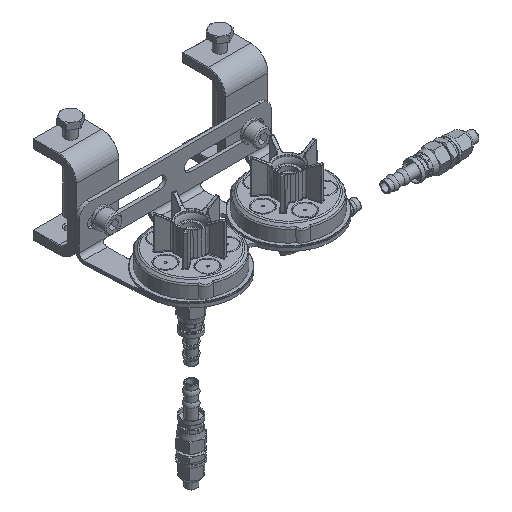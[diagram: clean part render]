
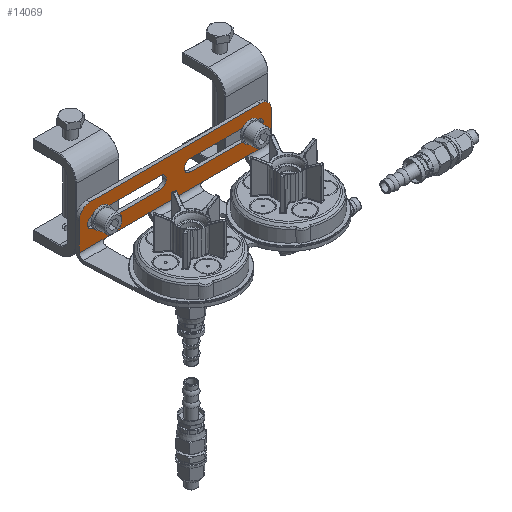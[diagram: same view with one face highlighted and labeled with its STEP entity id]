
A CAD part, isometric view. The second image highlights one B-rep face of the part: STEP entity #14069.
In plain terms, the highlighted planar face has unit normal (0, -1, 0).
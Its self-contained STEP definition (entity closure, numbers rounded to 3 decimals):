
#1247=FACE_BOUND('',#2860,.T.);
#1248=FACE_BOUND('',#2861,.T.);
#1544=PLANE('',#15541);
#1903=FACE_OUTER_BOUND('',#2859,.T.);
#2859=EDGE_LOOP('',(#10179,#10180,#10181,#10182,#10183,#10184,#10185,#10186,
#10187,#10188));
#2860=EDGE_LOOP('',(#10189,#10190,#10191,#10192));
#2861=EDGE_LOOP('',(#10193,#10194,#10195,#10196));
#3833=CIRCLE('',#15497,5.5);
#3835=CIRCLE('',#15501,5.5);
#3837=CIRCLE('',#15505,5.5);
#3839=CIRCLE('',#15509,5.5);
#3852=CIRCLE('',#15542,10.);
#3853=CIRCLE('',#15543,10.);
#4804=LINE('',#22194,#5369);
#4809=LINE('',#22208,#5374);
#4812=LINE('',#22218,#5377);
#4817=LINE('',#22232,#5382);
#4822=LINE('',#22268,#5387);
#4828=LINE('',#22325,#5393);
#4844=LINE('',#22394,#5409);
#4851=LINE('',#22416,#5416);
#4856=LINE('',#22427,#5421);
#4858=LINE('',#22432,#5423);
#4859=LINE('',#22436,#5424);
#4860=LINE('',#22438,#5425);
#5369=VECTOR('',#17720,10.);
#5374=VECTOR('',#17733,10.);
#5377=VECTOR('',#17744,10.);
#5382=VECTOR('',#17757,10.);
#5387=VECTOR('',#17772,10.);
#5393=VECTOR('',#17784,10.);
#5409=VECTOR('',#17828,10.);
#5416=VECTOR('',#17849,10.);
#5421=VECTOR('',#17860,10.);
#5423=VECTOR('',#17866,10.);
#5424=VECTOR('',#17869,10.);
#5425=VECTOR('',#17872,10.);
#5982=VERTEX_POINT('',#22192);
#5983=VERTEX_POINT('',#22193);
#5986=VERTEX_POINT('',#22201);
#5988=VERTEX_POINT('',#22207);
#5990=VERTEX_POINT('',#22216);
#5991=VERTEX_POINT('',#22217);
#5994=VERTEX_POINT('',#22225);
#5996=VERTEX_POINT('',#22231);
#6001=VERTEX_POINT('',#22254);
#6002=VERTEX_POINT('',#22267);
#6009=VERTEX_POINT('',#22311);
#6010=VERTEX_POINT('',#22324);
#6028=VERTEX_POINT('',#22391);
#6029=VERTEX_POINT('',#22393);
#6036=VERTEX_POINT('',#22413);
#6037=VERTEX_POINT('',#22415);
#6042=VERTEX_POINT('',#22433);
#6043=VERTEX_POINT('',#22435);
#7459=EDGE_CURVE('',#5982,#5983,#4804,.T.);
#7463=EDGE_CURVE('',#5983,#5986,#3833,.T.);
#7466=EDGE_CURVE('',#5986,#5988,#4809,.T.);
#7469=EDGE_CURVE('',#5988,#5982,#3835,.T.);
#7471=EDGE_CURVE('',#5990,#5991,#4812,.T.);
#7475=EDGE_CURVE('',#5991,#5994,#3837,.T.);
#7478=EDGE_CURVE('',#5994,#5996,#4817,.T.);
#7481=EDGE_CURVE('',#5996,#5990,#3839,.T.);
#7487=EDGE_CURVE('',#6002,#6001,#4822,.T.);
#7497=EDGE_CURVE('',#6010,#6009,#4828,.T.);
#7523=EDGE_CURVE('',#6028,#6029,#4844,.T.);
#7534=EDGE_CURVE('',#6037,#6036,#4851,.T.);
#7540=EDGE_CURVE('',#6009,#6002,#4856,.T.);
#7543=EDGE_CURVE('',#6001,#6037,#4858,.T.);
#7544=EDGE_CURVE('',#6042,#6036,#3852,.T.);
#7545=EDGE_CURVE('',#6043,#6042,#4859,.T.);
#7546=EDGE_CURVE('',#6029,#6043,#3853,.T.);
#7547=EDGE_CURVE('',#6010,#6028,#4860,.T.);
#10179=ORIENTED_EDGE('',*,*,#7540,.T.);
#10180=ORIENTED_EDGE('',*,*,#7487,.T.);
#10181=ORIENTED_EDGE('',*,*,#7543,.T.);
#10182=ORIENTED_EDGE('',*,*,#7534,.T.);
#10183=ORIENTED_EDGE('',*,*,#7544,.F.);
#10184=ORIENTED_EDGE('',*,*,#7545,.F.);
#10185=ORIENTED_EDGE('',*,*,#7546,.F.);
#10186=ORIENTED_EDGE('',*,*,#7523,.F.);
#10187=ORIENTED_EDGE('',*,*,#7547,.F.);
#10188=ORIENTED_EDGE('',*,*,#7497,.T.);
#10189=ORIENTED_EDGE('',*,*,#7466,.T.);
#10190=ORIENTED_EDGE('',*,*,#7469,.T.);
#10191=ORIENTED_EDGE('',*,*,#7459,.T.);
#10192=ORIENTED_EDGE('',*,*,#7463,.T.);
#10193=ORIENTED_EDGE('',*,*,#7478,.T.);
#10194=ORIENTED_EDGE('',*,*,#7481,.T.);
#10195=ORIENTED_EDGE('',*,*,#7471,.T.);
#10196=ORIENTED_EDGE('',*,*,#7475,.T.);
#14069=ADVANCED_FACE('',(#1903,#1247,#1248),#1544,.T.);
#15497=AXIS2_PLACEMENT_3D('',#22202,#17726,#17727);
#15501=AXIS2_PLACEMENT_3D('',#22213,#17738,#17739);
#15505=AXIS2_PLACEMENT_3D('',#22226,#17750,#17751);
#15509=AXIS2_PLACEMENT_3D('',#22237,#17762,#17763);
#15541=AXIS2_PLACEMENT_3D('',#22431,#17864,#17865);
#15542=AXIS2_PLACEMENT_3D('',#22434,#17867,#17868);
#15543=AXIS2_PLACEMENT_3D('',#22437,#17870,#17871);
#17720=DIRECTION('',(1.,0.,0.));
#17726=DIRECTION('center_axis',(0.,1.,0.));
#17727=DIRECTION('ref_axis',(-1.,0.,0.));
#17733=DIRECTION('',(-1.,0.,0.));
#17738=DIRECTION('center_axis',(0.,1.,0.));
#17739=DIRECTION('ref_axis',(-1.,0.,0.));
#17744=DIRECTION('',(-1.,0.,0.));
#17750=DIRECTION('center_axis',(0.,1.,0.));
#17751=DIRECTION('ref_axis',(-1.,0.,0.));
#17757=DIRECTION('',(1.,0.,0.));
#17762=DIRECTION('center_axis',(0.,1.,0.));
#17763=DIRECTION('ref_axis',(-1.,0.,0.));
#17772=DIRECTION('',(1.,0.,0.));
#17784=DIRECTION('',(1.,0.,0.));
#17828=DIRECTION('',(0.,0.,1.));
#17849=DIRECTION('',(0.,0.,1.));
#17860=DIRECTION('',(1.,0.,0.));
#17864=DIRECTION('center_axis',(0.,-1.,0.));
#17865=DIRECTION('ref_axis',(1.,0.,0.));
#17866=DIRECTION('',(1.,0.,0.));
#17867=DIRECTION('center_axis',(0.,1.,0.));
#17868=DIRECTION('ref_axis',(0.707,0.,0.707));
#17869=DIRECTION('',(1.,0.,0.));
#17870=DIRECTION('center_axis',(0.,1.,0.));
#17871=DIRECTION('ref_axis',(-0.707,0.,0.707));
#17872=DIRECTION('',(-1.,0.,0.));
#22192=CARTESIAN_POINT('',(14.,-3.,31.5));
#22193=CARTESIAN_POINT('',(76.,-3.,31.5));
#22194=CARTESIAN_POINT('',(-6.5,-3.,31.5));
#22201=CARTESIAN_POINT('',(76.,-3.,20.5));
#22202=CARTESIAN_POINT('Origin',(76.,-3.,26.));
#22207=CARTESIAN_POINT('',(14.,-3.,20.5));
#22208=CARTESIAN_POINT('',(-37.5,-3.,20.5));
#22213=CARTESIAN_POINT('Origin',(14.,-3.,26.));
#22216=CARTESIAN_POINT('',(-14.,-3.,20.5));
#22217=CARTESIAN_POINT('',(-76.,-3.,20.5));
#22218=CARTESIAN_POINT('',(-82.5,-3.,20.5));
#22225=CARTESIAN_POINT('',(-76.,-3.,31.5));
#22226=CARTESIAN_POINT('Origin',(-76.,-3.,26.));
#22231=CARTESIAN_POINT('',(-14.,-3.,31.5));
#22232=CARTESIAN_POINT('',(-51.5,-3.,31.5));
#22237=CARTESIAN_POINT('Origin',(-14.,-3.,26.));
#22254=CARTESIAN_POINT('',(65.,-3.,7.));
#22267=CARTESIAN_POINT('',(25.,-3.,7.));
#22268=CARTESIAN_POINT('',(-22.,-3.,7.));
#22311=CARTESIAN_POINT('',(-25.,-3.,7.));
#22324=CARTESIAN_POINT('',(-65.,-3.,7.));
#22325=CARTESIAN_POINT('',(-67.,-3.,7.));
#22391=CARTESIAN_POINT('',(-89.,-3.,7.));
#22393=CARTESIAN_POINT('',(-89.,-3.,33.));
#22394=CARTESIAN_POINT('',(-89.,-3.,3.));
#22413=CARTESIAN_POINT('',(89.,-3.,33.));
#22415=CARTESIAN_POINT('',(89.,-3.,7.));
#22416=CARTESIAN_POINT('',(89.,-3.,3.));
#22427=CARTESIAN_POINT('',(-67.,-3.,7.));
#22431=CARTESIAN_POINT('Origin',(-89.,-3.,3.));
#22432=CARTESIAN_POINT('',(-22.,-3.,7.));
#22433=CARTESIAN_POINT('',(79.,-3.,43.));
#22434=CARTESIAN_POINT('Origin',(79.,-3.,33.));
#22435=CARTESIAN_POINT('',(-79.,-3.,43.));
#22436=CARTESIAN_POINT('',(-89.,-3.,43.));
#22437=CARTESIAN_POINT('Origin',(-79.,-3.,33.));
#22438=CARTESIAN_POINT('',(-44.5,-3.,7.));
